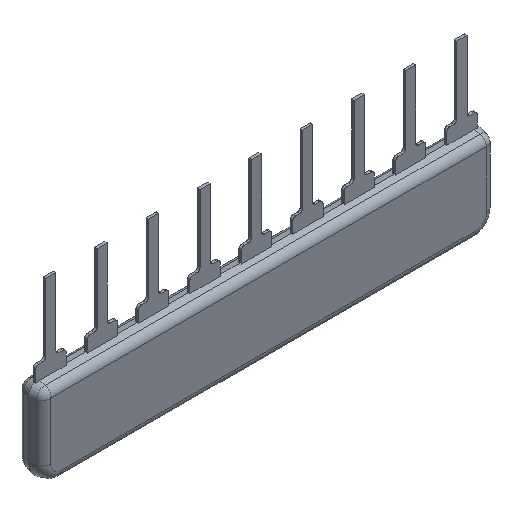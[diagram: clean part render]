
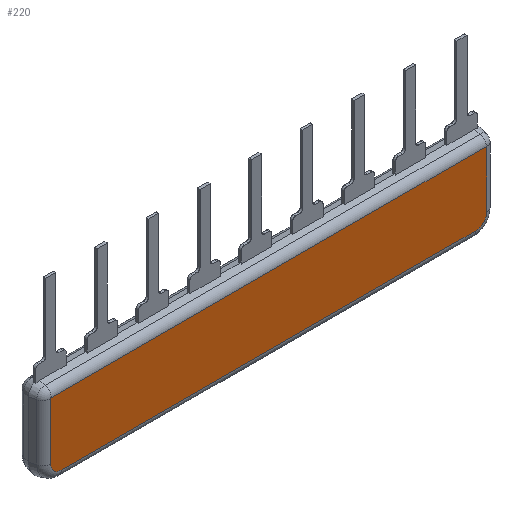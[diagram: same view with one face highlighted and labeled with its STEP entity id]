
A CAD part, isometric view. The second image highlights one B-rep face of the part: STEP entity #220.
In plain terms, the highlighted planar face has unit normal (0, -1, 0).
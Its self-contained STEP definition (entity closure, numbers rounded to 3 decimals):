
#137 = ORIENTED_EDGE ( 'NONE', *, *, #138, .T. ) ;
#138 = EDGE_CURVE ( 'NONE', #139, #140, #2063, .T. ) ;
#139 = VERTEX_POINT ( 'NONE', #2059 ) ;
#140 = VERTEX_POINT ( 'NONE', #2058 ) ;
#142 = ORIENTED_EDGE ( 'NONE', *, *, #143, .T. ) ;
#143 = EDGE_CURVE ( 'NONE', #187, #144, #2057, .T. ) ;
#144 = VERTEX_POINT ( 'NONE', #2053 ) ;
#145 = ORIENTED_EDGE ( 'NONE', *, *, #146, .T. ) ;
#146 = EDGE_CURVE ( 'NONE', #144, #147, #2109, .T. ) ;
#147 = VERTEX_POINT ( 'NONE', #2105 ) ;
#183 = ORIENTED_EDGE ( 'NONE', *, *, #184, .T. ) ;
#184 = EDGE_CURVE ( 'NONE', #210, #211, #2171, .T. ) ;
#185 = ORIENTED_EDGE ( 'NONE', *, *, #186, .T. ) ;
#186 = EDGE_CURVE ( 'NONE', #211, #187, #2167, .T. ) ;
#187 = VERTEX_POINT ( 'NONE', #2218 ) ;
#208 = ORIENTED_EDGE ( 'NONE', *, *, #209, .T. ) ;
#209 = EDGE_CURVE ( 'NONE', #140, #210, #2268, .T. ) ;
#210 = VERTEX_POINT ( 'NONE', #2263 ) ;
#211 = VERTEX_POINT ( 'NONE', #2262 ) ;
#220 = ADVANCED_FACE ( 'NONE', ( #2294 ), #2330, .T. ) ;
#221 = EDGE_LOOP ( 'NONE', ( #137, #208, #183, #185, #142, #145, #260, #263 ) ) ;
#260 = ORIENTED_EDGE ( 'NONE', *, *, #261, .T. ) ;
#261 = EDGE_CURVE ( 'NONE', #147, #262, #2420, .T. ) ;
#262 = VERTEX_POINT ( 'NONE', #2416 ) ;
#263 = ORIENTED_EDGE ( 'NONE', *, *, #264, .T. ) ;
#264 = EDGE_CURVE ( 'NONE', #262, #139, #2415, .T. ) ;
#2052 = CARTESIAN_POINT ( 'NONE',  ( 22., -0.625, -0.5 ) ) ;
#2053 = CARTESIAN_POINT ( 'NONE',  ( 22.026, -0.625, -0.5 ) ) ;
#2054 = DIRECTION ( 'NONE',  ( 0., 0., 1. ) ) ;
#2055 = VECTOR ( 'NONE', #2054, 1000. ) ;
#2056 = CARTESIAN_POINT ( 'NONE',  ( 22.026, -0.625, -3.3 ) ) ;
#2057 = LINE ( 'NONE', #2056, #2055 ) ;
#2058 = CARTESIAN_POINT ( 'NONE',  ( 0.474, -0.625, -3.3 ) ) ;
#2059 = CARTESIAN_POINT ( 'NONE',  ( 0.474, -0.625, -0.5 ) ) ;
#2060 = DIRECTION ( 'NONE',  ( 0., 0., -1. ) ) ;
#2061 = VECTOR ( 'NONE', #2060, 1000. ) ;
#2062 = CARTESIAN_POINT ( 'NONE',  ( 0.474, -0.625, -3.3 ) ) ;
#2063 = LINE ( 'NONE', #2062, #2061 ) ;
#2105 = CARTESIAN_POINT ( 'NONE',  ( 22., -0.625, -0.474 ) ) ;
#2106 = DIRECTION ( 'NONE',  ( 0., 0., -1. ) ) ;
#2107 = DIRECTION ( 'NONE',  ( 0., -1., 0. ) ) ;
#2108 = AXIS2_PLACEMENT_3D ( 'NONE', #2052, #2107, #2106 ) ;
#2109 = CIRCLE ( 'NONE', #2108, 0.026 ) ;
#2166 = AXIS2_PLACEMENT_3D ( 'NONE', #2221, #2220, #2219 ) ;
#2167 = CIRCLE ( 'NONE', #2166, 0.526 ) ;
#2168 = DIRECTION ( 'NONE',  ( 1., 0., 0. ) ) ;
#2169 = VECTOR ( 'NONE', #2168, 1000. ) ;
#2170 = CARTESIAN_POINT ( 'NONE',  ( 1., -0.625, -3.826 ) ) ;
#2171 = LINE ( 'NONE', #2170, #2169 ) ;
#2218 = CARTESIAN_POINT ( 'NONE',  ( 22.026, -0.625, -3.3 ) ) ;
#2219 = DIRECTION ( 'NONE',  ( 0., 0., -1. ) ) ;
#2220 = DIRECTION ( 'NONE',  ( 0., -1., 0. ) ) ;
#2221 = CARTESIAN_POINT ( 'NONE',  ( 21.5, -0.625, -3.3 ) ) ;
#2262 = CARTESIAN_POINT ( 'NONE',  ( 21.5, -0.625, -3.826 ) ) ;
#2263 = CARTESIAN_POINT ( 'NONE',  ( 1., -0.625, -3.826 ) ) ;
#2264 = DIRECTION ( 'NONE',  ( 0., 0., -1. ) ) ;
#2265 = DIRECTION ( 'NONE',  ( 0., -1., 0. ) ) ;
#2266 = CARTESIAN_POINT ( 'NONE',  ( 1., -0.625, -3.3 ) ) ;
#2267 = AXIS2_PLACEMENT_3D ( 'NONE', #2266, #2265, #2264 ) ;
#2268 = CIRCLE ( 'NONE', #2267, 0.526 ) ;
#2294 = FACE_OUTER_BOUND ( 'NONE', #221, .T. ) ;
#2326 = DIRECTION ( 'NONE',  ( 0., 0., -1. ) ) ;
#2327 = DIRECTION ( 'NONE',  ( 0., -1., 0. ) ) ;
#2328 = CARTESIAN_POINT ( 'NONE',  ( 1., -0.625, -3.3 ) ) ;
#2329 = AXIS2_PLACEMENT_3D ( 'NONE', #2328, #2327, #2326 ) ;
#2330 = PLANE ( 'NONE',  #2329 ) ;
#2411 = DIRECTION ( 'NONE',  ( 0., 0., -1. ) ) ;
#2412 = DIRECTION ( 'NONE',  ( 0., -1., 0. ) ) ;
#2413 = CARTESIAN_POINT ( 'NONE',  ( 0.5, -0.625, -0.5 ) ) ;
#2414 = AXIS2_PLACEMENT_3D ( 'NONE', #2413, #2412, #2411 ) ;
#2415 = CIRCLE ( 'NONE', #2414, 0.026 ) ;
#2416 = CARTESIAN_POINT ( 'NONE',  ( 0.5, -0.625, -0.474 ) ) ;
#2417 = DIRECTION ( 'NONE',  ( -1., 0., 0. ) ) ;
#2418 = VECTOR ( 'NONE', #2417, 1000. ) ;
#2419 = CARTESIAN_POINT ( 'NONE',  ( 1., -0.625, -0.474 ) ) ;
#2420 = LINE ( 'NONE', #2419, #2418 ) ;
